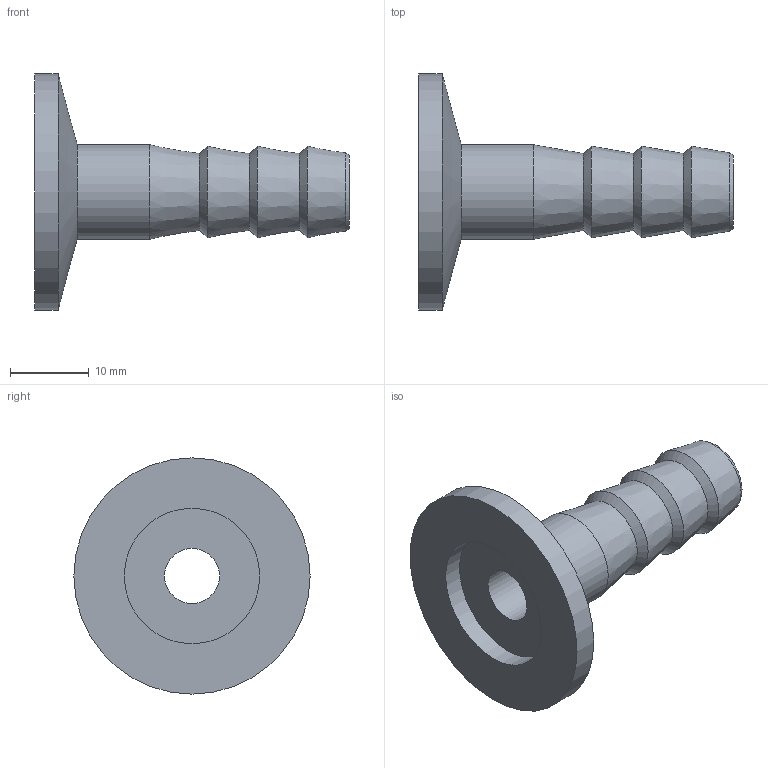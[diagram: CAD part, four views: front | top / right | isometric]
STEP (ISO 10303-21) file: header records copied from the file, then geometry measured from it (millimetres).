
FILE_DESCRIPTION(/* description */ (''),/* implementation_level */ '2;1');
FILE_NAME(/* name */ 'FL-RHA16KF-SS.stp',/* time_stamp */ '2019-02-14T12:12:45+00:00',/* author */ ('paul'),/* organization */ (''),/* preprocessor_version */ 'ST-DEVELOPER v17.2',/* originating_system */ 'Autodesk Inventor 2019',/* authorisation */ '');
FILE_SCHEMA (('AUTOMOTIVE_DESIGN { 1 0 10303 214 3 1 1 }'));
Length unit declared in the file: millimetre
Products named in the file (1): FL-RHA16KF-SS
Bounding box: 40 x 30 x 30 mm (x, y, z)
Volume: 4331.4 mm3; surface area: 3810.5 mm2
Topology: 1 solids, 1 shells, 16 faces, 44 edges, 31 vertices
Faces by surface type: cone 9, cylinder 4, plane 3
Full cylindrical faces by diameter (mm): 7 x1, 12 x1, 17.2 x1, 30 x1
Entity records: 584 total; most frequent: DIRECTION 109, CARTESIAN_POINT 92, ORIENTED_EDGE 88, AXIS2_PLACEMENT_3D 48, EDGE_CURVE 44, CIRCLE 31, VERTEX_POINT 31, EDGE_LOOP 19
